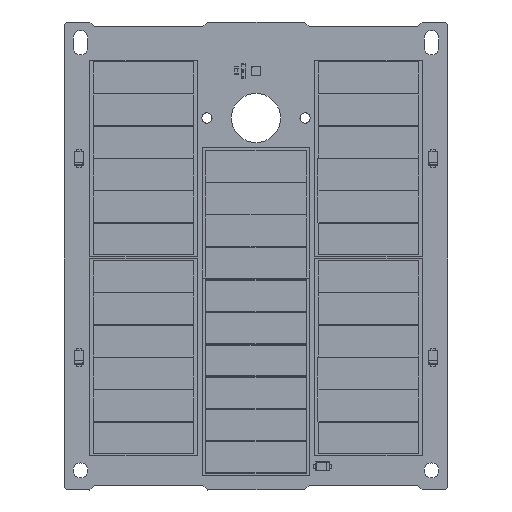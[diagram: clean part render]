
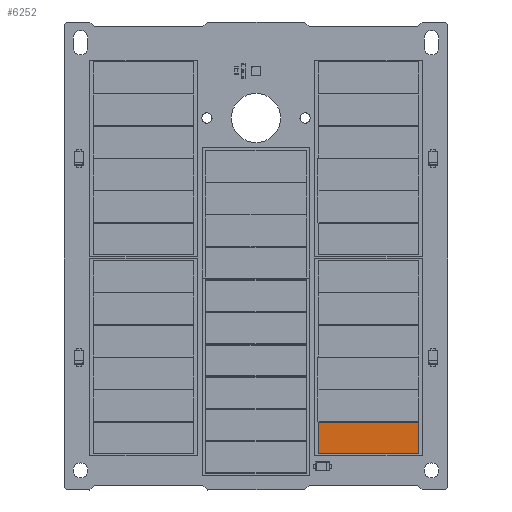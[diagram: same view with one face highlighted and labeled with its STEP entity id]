
A CAD part, top view. The second image highlights one B-rep face of the part: STEP entity #6252.
In plain terms, the highlighted face is planar.
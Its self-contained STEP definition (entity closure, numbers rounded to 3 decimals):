
#6252 = ADVANCED_FACE('',(#6253),#6287,.T.);
#6253 = FACE_BOUND('',#6254,.T.);
#6254 = EDGE_LOOP('',(#6255,#6265,#6273,#6281));
#6255 = ORIENTED_EDGE('',*,*,#6256,.F.);
#6256 = EDGE_CURVE('',#6257,#6259,#6261,.T.);
#6257 = VERTEX_POINT('',#6258);
#6258 = CARTESIAN_POINT('',(20.65,1.1,-10.75));
#6259 = VERTEX_POINT('',#6260);
#6260 = CARTESIAN_POINT('',(20.65,1.1,10.75));
#6261 = LINE('',#6262,#6263);
#6262 = CARTESIAN_POINT('',(20.65,1.1,-5.375));
#6263 = VECTOR('',#6264,1.);
#6264 = DIRECTION('',(0.,0.,1.));
#6265 = ORIENTED_EDGE('',*,*,#6266,.F.);
#6266 = EDGE_CURVE('',#6267,#6257,#6269,.T.);
#6267 = VERTEX_POINT('',#6268);
#6268 = CARTESIAN_POINT('',(13.85,1.1,-10.75));
#6269 = LINE('',#6270,#6271);
#6270 = CARTESIAN_POINT('',(15.55,1.1,-10.75));
#6271 = VECTOR('',#6272,1.);
#6272 = DIRECTION('',(1.,0.,0.));
#6273 = ORIENTED_EDGE('',*,*,#6274,.F.);
#6274 = EDGE_CURVE('',#6275,#6267,#6277,.T.);
#6275 = VERTEX_POINT('',#6276);
#6276 = CARTESIAN_POINT('',(13.85,1.1,10.75));
#6277 = LINE('',#6278,#6279);
#6278 = CARTESIAN_POINT('',(13.85,1.1,5.375));
#6279 = VECTOR('',#6280,1.);
#6280 = DIRECTION('',(0.,0.,-1.));
#6281 = ORIENTED_EDGE('',*,*,#6282,.F.);
#6282 = EDGE_CURVE('',#6259,#6275,#6283,.T.);
#6283 = LINE('',#6284,#6285);
#6284 = CARTESIAN_POINT('',(18.95,1.1,10.75));
#6285 = VECTOR('',#6286,1.);
#6286 = DIRECTION('',(-1.,0.,0.));
#6287 = PLANE('',#6288);
#6288 = AXIS2_PLACEMENT_3D('',#6289,#6290,#6291);
#6289 = CARTESIAN_POINT('',(17.25,1.1,0.));
#6290 = DIRECTION('',(0.,1.,0.));
#6291 = DIRECTION('',(0.,-0.,1.));
